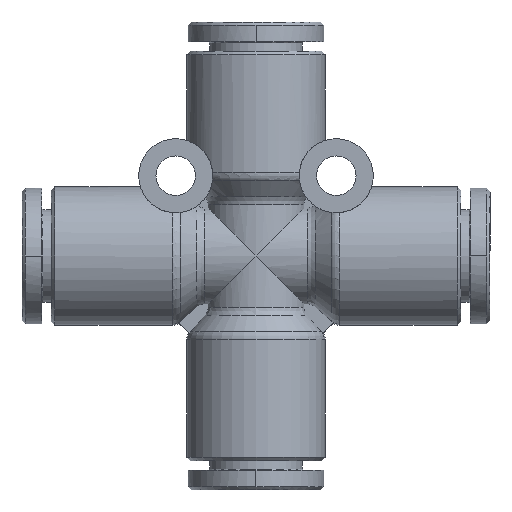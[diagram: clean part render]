
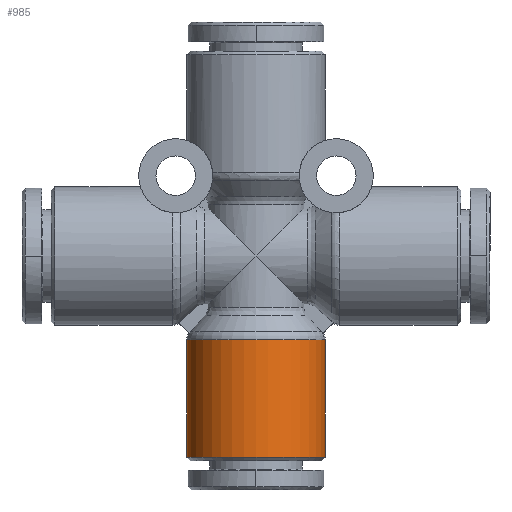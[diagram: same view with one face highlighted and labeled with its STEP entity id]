
A CAD part, front view. The second image highlights one B-rep face of the part: STEP entity #985.
In plain terms, the highlighted cylindrical face has radius 5.6 mm (diameter 11.2 mm), a partial arc.
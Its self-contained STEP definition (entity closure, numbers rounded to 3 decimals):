
#944=CARTESIAN_POINT('',(0.282,0.,-10.916));
#945=DIRECTION('',(0.0,0.,1.0));
#946=DIRECTION('',(-1.0,0.0,0.0));
#947=AXIS2_PLACEMENT_3D('',#944,#945,#946);
#948=CYLINDRICAL_SURFACE('',#947,5.6);
#949=CARTESIAN_POINT('',(-5.318,0.,-16.516));
#950=VERTEX_POINT('',#949);
#951=CARTESIAN_POINT('',(-5.318,0.,-6.981));
#952=VERTEX_POINT('',#951);
#953=CARTESIAN_POINT('',(-5.318,0.,-16.516));
#954=DIRECTION('',(0.0,0.0,1.0));
#955=VECTOR('',#954,9.535);
#956=LINE('',#953,#955);
#957=EDGE_CURVE('',#950,#952,#956,.T.);
#958=ORIENTED_EDGE('',*,*,#957,.F.);
#959=CARTESIAN_POINT('',(5.882,0.,-16.516));
#960=VERTEX_POINT('',#959);
#961=CARTESIAN_POINT('',(0.282,0.,-16.516));
#962=DIRECTION('',(0.0,0.0,-1.0));
#963=DIRECTION('',(1.0,0.0,0.0));
#964=AXIS2_PLACEMENT_3D('',#961,#962,#963);
#965=CIRCLE('',#964,5.6);
#966=EDGE_CURVE('',#960,#950,#965,.T.);
#967=ORIENTED_EDGE('',*,*,#966,.F.);
#968=CARTESIAN_POINT('',(5.882,0.,-6.981));
#969=VERTEX_POINT('',#968);
#970=CARTESIAN_POINT('',(5.882,0.,-6.981));
#971=DIRECTION('',(0.0,0.0,-1.0));
#972=VECTOR('',#971,9.535);
#973=LINE('',#970,#972);
#974=EDGE_CURVE('',#969,#960,#973,.T.);
#975=ORIENTED_EDGE('',*,*,#974,.F.);
#976=CARTESIAN_POINT('',(0.282,0.,-6.981));
#977=DIRECTION('',(0.0,0.0,1.0));
#978=DIRECTION('',(1.0,0.0,0.0));
#979=AXIS2_PLACEMENT_3D('',#976,#977,#978);
#980=CIRCLE('',#979,5.6);
#981=EDGE_CURVE('',#952,#969,#980,.T.);
#982=ORIENTED_EDGE('',*,*,#981,.F.);
#983=EDGE_LOOP('',(#958,#967,#975,#982));
#984=FACE_OUTER_BOUND('',#983,.T.);
#985=ADVANCED_FACE('',(#984),#948,.T.);
